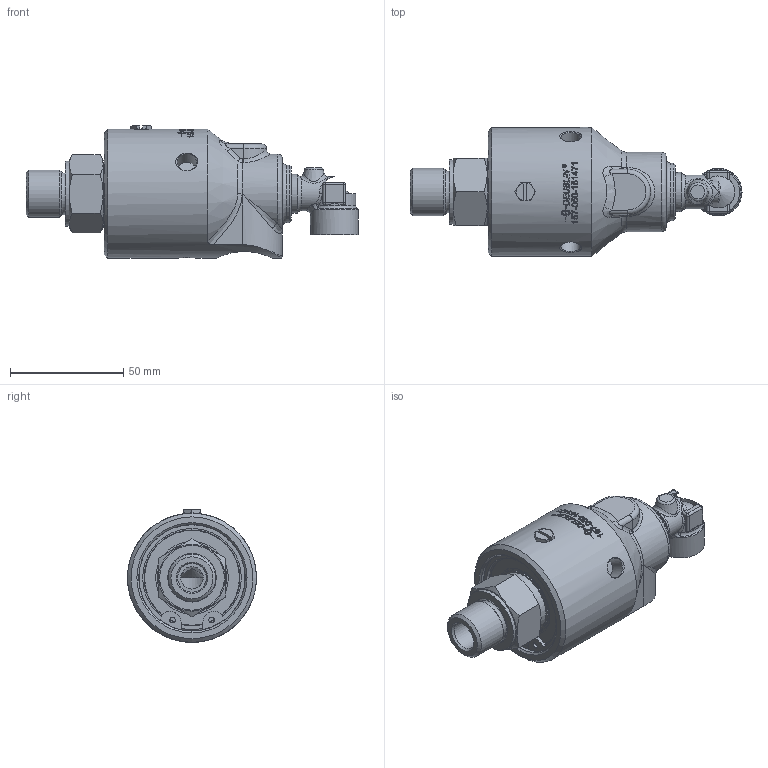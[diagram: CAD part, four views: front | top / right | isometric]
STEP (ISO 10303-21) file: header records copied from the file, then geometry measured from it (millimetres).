
FILE_DESCRIPTION((''),'2;1');
FILE_NAME('157-050-151471-IC.stp','2014-10-14T11:46:14',('cdunkel'),(''),'Autodesk Inventor 2013','Autodesk Inventor 2013','');
FILE_SCHEMA(('AUTOMOTIVE_DESIGN { 1 2 10303 214 0 1 1 1 }'));
Length unit declared in the file: millimetre
Products named in the file (1): 157-050-151471-IC
Bounding box: 146.63 x 56.99 x 58.59 mm (x, y, z)
Volume: 166501.6 mm3; surface area: 35214.4 mm2
Topology: 1 solids, 3 shells, 580 faces, 1518 edges, 975 vertices
Faces by surface type: plane 283, bspline 131, cylinder 101, cone 34, torus 18, sphere 10, revolution 3
Full cylindrical faces by diameter (mm): 2.48 x2, 8.6 x3, 10 x1, 12.7 x1, 13.889 x1, 14.501 x1, 15 x1, 17.475 x1, 19.05 x1, 20.955 x1, 21 x1, 21.4 x1, 24.4 x1, 25.4 x2, 27.8 x1, 28.6 x1, 32.1 x1, 41.9 x1, 42.2 x1, 47 x1, 47.07 x1, 50.75 x1, 57 x1
Entity records: 21320 total; most frequent: CARTESIAN_POINT 7903, ORIENTED_EDGE 2836, DIRECTION 2502, EDGE_CURVE 1418, AXIS2_PLACEMENT_3D 1002, VERTEX_POINT 945, EDGE_LOOP 697, FACE_OUTER_BOUND 580
